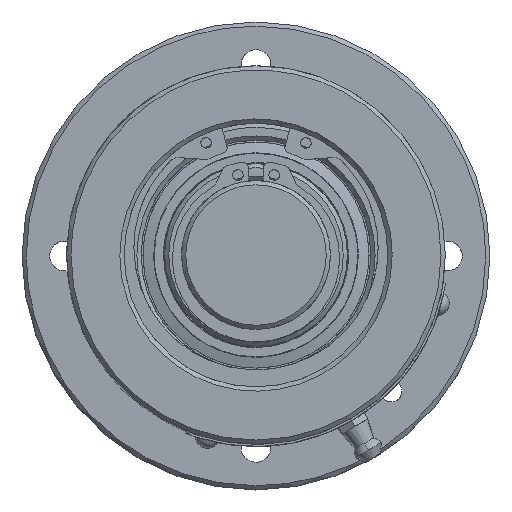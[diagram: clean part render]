
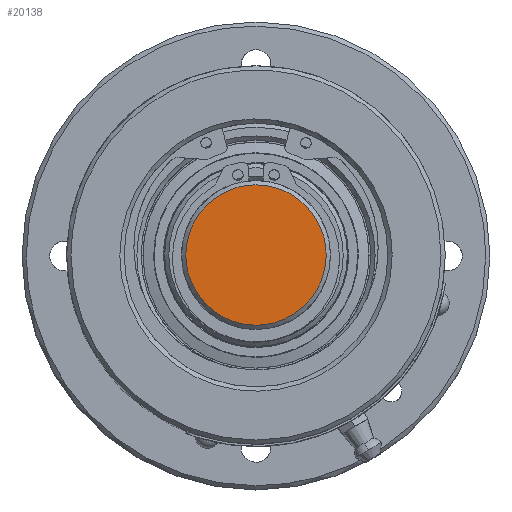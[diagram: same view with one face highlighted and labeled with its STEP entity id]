
A CAD part, top view. The second image highlights one B-rep face of the part: STEP entity #20138.
In plain terms, the highlighted planar face has unit normal (0, 0, 1).
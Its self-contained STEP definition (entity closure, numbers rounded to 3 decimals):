
#203 = B_SPLINE_CURVE_WITH_KNOTS ( 'NONE', 3,
 ( #15788, #7068, #35793, #702, #24081, #9764, #832, #21268, #3757, #27169, #15531, #3879, #1574, #27669, #33719, #30640, #12946, #36417 ),
 .UNSPECIFIED., .F., .F.,
 ( 4, 2, 2, 2, 2, 2, 2, 2, 4 ),
 ( 0., 0.125, 0.25, 0.375, 0.5, 0.625, 0.75, 0.875, 1. ),
 .UNSPECIFIED. ) ;
#499 = CARTESIAN_POINT ( 'NONE',  ( 16.5, 0., 140. ) ) ;
#702 = CARTESIAN_POINT ( 'NONE',  ( -15.972, 4.278, 140. ) ) ;
#795 = CARTESIAN_POINT ( 'NONE',  ( 16.5, 0., 140. ) ) ;
#832 = CARTESIAN_POINT ( 'NONE',  ( -14.319, 8.269, 140. ) ) ;
#898 = CARTESIAN_POINT ( 'NONE',  ( 14.831, 7.312, 140. ) ) ;
#1418 = CARTESIAN_POINT ( 'NONE',  ( 10.065, -13.119, 140. ) ) ;
#1574 = CARTESIAN_POINT ( 'NONE',  ( -7.312, 14.831, 140. ) ) ;
#1613 = VERTEX_POINT ( 'NONE', #17352 ) ;
#2918 = CARTESIAN_POINT ( 'NONE',  ( 1.08, 16.5, 140. ) ) ;
#2939 = CARTESIAN_POINT ( 'NONE',  ( -5.317, -15.657, 140. ) ) ;
#3275 = EDGE_CURVE ( 'NONE', #1613, #27863, #15643, .T. ) ;
#3437 = CARTESIAN_POINT ( 'NONE',  ( 14.319, 8.269, 140. ) ) ;
#3567 = CARTESIAN_POINT ( 'NONE',  ( 15.657, 5.317, 140. ) ) ;
#3757 = CARTESIAN_POINT ( 'NONE',  ( -12.431, 10.904, 140. ) ) ;
#3820 = CARTESIAN_POINT ( 'NONE',  ( 5.317, 15.657, 140. ) ) ;
#3879 = CARTESIAN_POINT ( 'NONE',  ( -8.269, 14.319, 140. ) ) ;
#5210 = EDGE_LOOP ( 'NONE', ( #13877, #8529, #25082, #26441 ) ) ;
#5874 = CARTESIAN_POINT ( 'NONE',  ( -8.269, -14.319, 140. ) ) ;
#6127 = CARTESIAN_POINT ( 'NONE',  ( -12.431, -10.904, 140. ) ) ;
#6667 = CARTESIAN_POINT ( 'NONE',  ( 16.5, -1.08, 140. ) ) ;
#6769 = CARTESIAN_POINT ( 'NONE',  ( 8.269, 14.319, 140. ) ) ;
#7033 = CARTESIAN_POINT ( 'NONE',  ( 13.119, -10.065, 140. ) ) ;
#7068 = CARTESIAN_POINT ( 'NONE',  ( -16.5, 1.08, 140. ) ) ;
#8311 = CARTESIAN_POINT ( 'NONE',  ( -4.278, -15.972, 140. ) ) ;
#8529 = ORIENTED_EDGE ( 'NONE', *, *, #3275, .F. ) ;
#8692 = CARTESIAN_POINT ( 'NONE',  ( -1.08, -16.5, 140. ) ) ;
#8801 = CARTESIAN_POINT ( 'NONE',  ( 2.16, 16.394, 140. ) ) ;
#8820 = CARTESIAN_POINT ( 'NONE',  ( -10.904, -12.431, 140. ) ) ;
#9320 = CARTESIAN_POINT ( 'NONE',  ( 16.5, 1.08, 140. ) ) ;
#9764 = CARTESIAN_POINT ( 'NONE',  ( -14.831, 7.312, 140. ) ) ;
#9974 = CARTESIAN_POINT ( 'NONE',  ( 10.904, -12.431, 140. ) ) ;
#12146 = CARTESIAN_POINT ( 'NONE',  ( -15.657, -5.317, 140. ) ) ;
#12376 = DIRECTION ( 'NONE',  ( -1., 0., 0. ) ) ;
#12522 = CARTESIAN_POINT ( 'NONE',  ( 16.394, 2.16, 140. ) ) ;
#12946 = CARTESIAN_POINT ( 'NONE',  ( -1.08, 16.5, 140. ) ) ;
#13769 = CARTESIAN_POINT ( 'NONE',  ( 4.278, -15.972, 140. ) ) ;
#13877 = ORIENTED_EDGE ( 'NONE', *, *, #29694, .F. ) ;
#13906 = CARTESIAN_POINT ( 'NONE',  ( 16.5, 0., 140. ) ) ;
#14183 = CARTESIAN_POINT ( 'NONE',  ( 0., -16.5, 140. ) ) ;
#14959 = CARTESIAN_POINT ( 'NONE',  ( -16.5, 0., 140. ) ) ;
#15531 = CARTESIAN_POINT ( 'NONE',  ( -10.065, 13.119, 140. ) ) ;
#15597 = CARTESIAN_POINT ( 'NONE',  ( 15.972, 4.278, 140. ) ) ;
#15625 = CARTESIAN_POINT ( 'NONE',  ( 15.657, -5.317, 140. ) ) ;
#15643 = B_SPLINE_CURVE_WITH_KNOTS ( 'NONE', 3,
 ( #20430, #2918, #8801, #21205, #3820, #26975, #6769, #33035, #33163, #30073, #24280, #3437, #898, #3567, #15597, #12522, #9320, #499 ),
 .UNSPECIFIED., .F., .F.,
 ( 4, 2, 2, 2, 2, 2, 2, 2, 4 ),
 ( 0., 0.125, 0.25, 0.375, 0.5, 0.625, 0.75, 0.875, 1. ),
 .UNSPECIFIED. ) ;
#15747 = CARTESIAN_POINT ( 'NONE',  ( 14.831, -7.312, 140. ) ) ;
#15788 = CARTESIAN_POINT ( 'NONE',  ( -16.5, 0., 140. ) ) ;
#15876 = CARTESIAN_POINT ( 'NONE',  ( 7.312, -14.831, 140. ) ) ;
#16488 = CARTESIAN_POINT ( 'NONE',  ( 0., -16.5, 140. ) ) ;
#17352 = CARTESIAN_POINT ( 'NONE',  ( 0., 16.5, 140. ) ) ;
#17782 = CARTESIAN_POINT ( 'NONE',  ( -16.5, -1.08, 140. ) ) ;
#17913 = CARTESIAN_POINT ( 'NONE',  ( -13.119, -10.065, 140. ) ) ;
#20138 = ADVANCED_FACE ( 'NONE', ( #28288 ), #21056, .F. ) ;
#20430 = CARTESIAN_POINT ( 'NONE',  ( 0., 16.5, 140. ) ) ;
#20449 = CARTESIAN_POINT ( 'NONE',  ( -2.16, -16.394, 140. ) ) ;
#20699 = CARTESIAN_POINT ( 'NONE',  ( -15.972, -4.278, 140. ) ) ;
#20807 = B_SPLINE_CURVE_WITH_KNOTS ( 'NONE', 3,
 ( #795, #6667, #33186, #24565, #15625, #15747, #21357, #7033, #27511, #9974, #1418, #21869, #15876, #22344, #13769, #31353, #34169, #16488 ),
 .UNSPECIFIED., .F., .F.,
 ( 4, 2, 2, 2, 2, 2, 2, 2, 4 ),
 ( 0., 0.125, 0.25, 0.375, 0.5, 0.625, 0.75, 0.875, 1. ),
 .UNSPECIFIED. ) ;
#21056 = PLANE ( 'NONE',  #27580 ) ;
#21205 = CARTESIAN_POINT ( 'NONE',  ( 4.278, 15.972, 140. ) ) ;
#21268 = CARTESIAN_POINT ( 'NONE',  ( -13.119, 10.065, 140. ) ) ;
#21357 = CARTESIAN_POINT ( 'NONE',  ( 14.319, -8.269, 140. ) ) ;
#21869 = CARTESIAN_POINT ( 'NONE',  ( 8.269, -14.319, 140. ) ) ;
#22344 = CARTESIAN_POINT ( 'NONE',  ( 5.317, -15.657, 140. ) ) ;
#22618 = VERTEX_POINT ( 'NONE', #34778 ) ;
#23381 = CARTESIAN_POINT ( 'NONE',  ( -7.312, -14.831, 140. ) ) ;
#23613 = B_SPLINE_CURVE_WITH_KNOTS ( 'NONE', 3,
 ( #14183, #8692, #20449, #8311, #2939, #23381, #5874, #26347, #8820, #6127, #17913, #35349, #32534, #12146, #20699, #26731, #17782, #14959 ),
 .UNSPECIFIED., .F., .F.,
 ( 4, 2, 2, 2, 2, 2, 2, 2, 4 ),
 ( 0., 0.125, 0.25, 0.375, 0.5, 0.625, 0.75, 0.875, 1. ),
 .UNSPECIFIED. ) ;
#23997 = CARTESIAN_POINT ( 'NONE',  ( 0., 0., 140. ) ) ;
#24081 = CARTESIAN_POINT ( 'NONE',  ( -15.657, 5.317, 140. ) ) ;
#24280 = CARTESIAN_POINT ( 'NONE',  ( 13.119, 10.065, 140. ) ) ;
#24565 = CARTESIAN_POINT ( 'NONE',  ( 15.972, -4.278, 140. ) ) ;
#25082 = ORIENTED_EDGE ( 'NONE', *, *, #28613, .F. ) ;
#26347 = CARTESIAN_POINT ( 'NONE',  ( -10.065, -13.119, 140. ) ) ;
#26441 = ORIENTED_EDGE ( 'NONE', *, *, #28913, .F. ) ;
#26731 = CARTESIAN_POINT ( 'NONE',  ( -16.394, -2.16, 140. ) ) ;
#26975 = CARTESIAN_POINT ( 'NONE',  ( 7.312, 14.831, 140. ) ) ;
#27169 = CARTESIAN_POINT ( 'NONE',  ( -10.904, 12.431, 140. ) ) ;
#27511 = CARTESIAN_POINT ( 'NONE',  ( 12.431, -10.904, 140. ) ) ;
#27580 = AXIS2_PLACEMENT_3D ( 'NONE', #23997, #33141, #12376 ) ;
#27669 = CARTESIAN_POINT ( 'NONE',  ( -5.317, 15.657, 140. ) ) ;
#27863 = VERTEX_POINT ( 'NONE', #13906 ) ;
#28288 = FACE_OUTER_BOUND ( 'NONE', #5210, .T. ) ;
#28613 = EDGE_CURVE ( 'NONE', #22618, #1613, #203, .T. ) ;
#28913 = EDGE_CURVE ( 'NONE', #32886, #22618, #23613, .T. ) ;
#29636 = CARTESIAN_POINT ( 'NONE',  ( 0., -16.5, 140. ) ) ;
#29694 = EDGE_CURVE ( 'NONE', #27863, #32886, #20807, .T. ) ;
#30073 = CARTESIAN_POINT ( 'NONE',  ( 12.431, 10.904, 140. ) ) ;
#30640 = CARTESIAN_POINT ( 'NONE',  ( -2.16, 16.394, 140. ) ) ;
#31353 = CARTESIAN_POINT ( 'NONE',  ( 2.16, -16.394, 140. ) ) ;
#32534 = CARTESIAN_POINT ( 'NONE',  ( -14.831, -7.312, 140. ) ) ;
#32886 = VERTEX_POINT ( 'NONE', #29636 ) ;
#33035 = CARTESIAN_POINT ( 'NONE',  ( 10.065, 13.119, 140. ) ) ;
#33141 = DIRECTION ( 'NONE',  ( 0., 0., -1. ) ) ;
#33163 = CARTESIAN_POINT ( 'NONE',  ( 10.904, 12.431, 140. ) ) ;
#33186 = CARTESIAN_POINT ( 'NONE',  ( 16.394, -2.16, 140. ) ) ;
#33719 = CARTESIAN_POINT ( 'NONE',  ( -4.278, 15.972, 140. ) ) ;
#34169 = CARTESIAN_POINT ( 'NONE',  ( 1.08, -16.5, 140. ) ) ;
#34778 = CARTESIAN_POINT ( 'NONE',  ( -16.5, 0., 140. ) ) ;
#35349 = CARTESIAN_POINT ( 'NONE',  ( -14.319, -8.269, 140. ) ) ;
#35793 = CARTESIAN_POINT ( 'NONE',  ( -16.394, 2.16, 140. ) ) ;
#36417 = CARTESIAN_POINT ( 'NONE',  ( 0., 16.5, 140. ) ) ;
